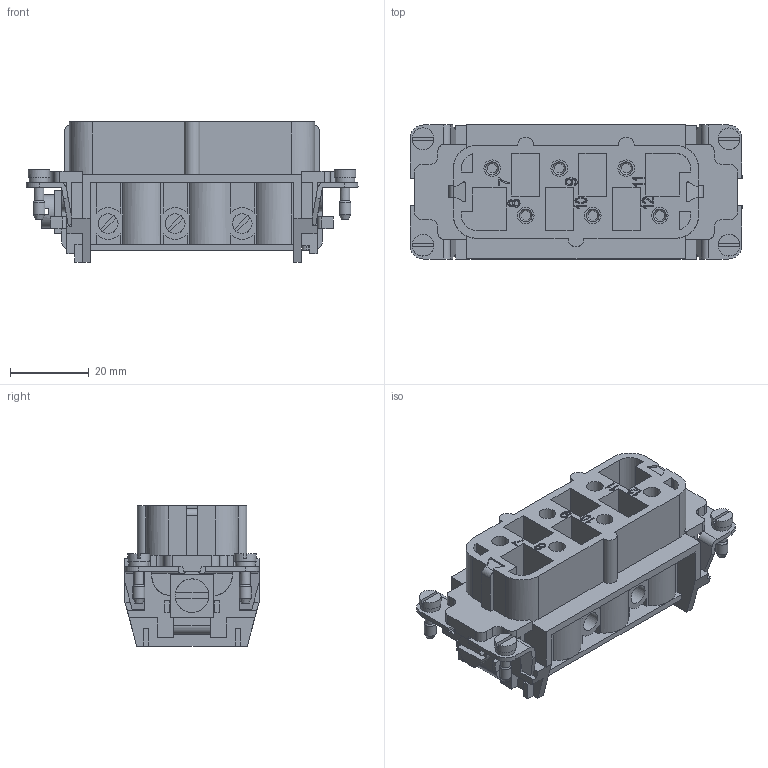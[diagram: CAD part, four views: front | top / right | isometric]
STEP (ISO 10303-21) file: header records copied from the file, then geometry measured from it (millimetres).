
FILE_DESCRIPTION(/* description */ (''),/* implementation_level */ '2;1');
FILE_NAME(/* name */ '100636281ugm000_c.stp',/* time_stamp */ '2019-08-30T07:34:18+02:00',/* author */ (''),/* organization */ (''),/* preprocessor_version */ 'ST-DEVELOPER v16.7',/* originating_system */ 'SIEMENS PLM Software NX 12.0',/* authorisation */ '');
FILE_SCHEMA (('AUTOMOTIVE_DESIGN { 1 0 10303 214 3 1 1 1 }'));
Products named in the file (1): 100636281ugm000_c
Bounding box: 84.2 x 34 x 35.6 mm (x, y, z)
Volume: 38267.5 mm3; surface area: 24455.9 mm2
Topology: 1 solids, 1 shells, 1303 faces, 3943 edges, 3119 vertices
Faces by surface type: plane 758, extrusion 246, cylinder 219, bspline 48, cone 26, sphere 6
Full cylindrical faces by diameter (mm): 1.025 x1, 1.211 x1, 2.5 x4, 2.57 x1, 2.862 x6, 2.925 x2, 3 x6, 4.2 x8, 4.7 x6, 5 x10, 5.5 x4, 8.5 x1
Entity records: 55412 total; most frequent: CARTESIAN_POINT 12749, ORIENTED_EDGE 6834, DIRECTION 5662, EDGE_CURVE 3417, VECTOR 2552, LINE 2306, VERTEX_POINT 2278, PRESENTATION_STYLE_ASSIGNMENT 1672
